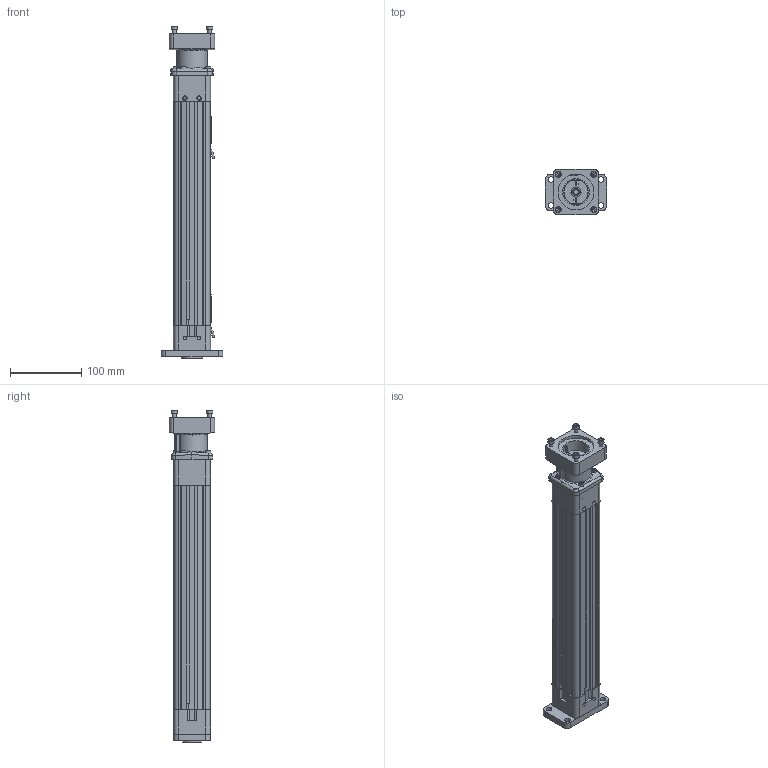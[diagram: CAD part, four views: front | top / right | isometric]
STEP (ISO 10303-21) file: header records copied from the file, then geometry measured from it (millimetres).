
FILE_DESCRIPTION (( 'STEP AP203' ), '1' );
FILE_NAME ('RS-475158-1.step', '2024-11-18T13:50:44', ( '' ), ( '' ), 'SwSTEP 2.0', 'SolidWorks 2024', '' );
FILE_SCHEMA (( 'CONFIG_CONTROL_DESIGN' ));
Length unit declared in the file: inch
Products named in the file (6): tempJoin1_11249085_RS-475158-1; 11249810_RS-475158-1; RS-475158-1; Base_RS-475158-1; tempJoin1_11249022_RS-475158-1; tempJoin2_45109053_RS-475158-1
Assembly tree (6 placements, depth 2):
  RS-475158-1
    11249810_RS-475158-1  x2
    tempJoin1_11249022_RS-475158-1
    tempJoin2_45109053_RS-475158-1
    tempJoin1_11249085_RS-475158-1
    Base_RS-475158-1
Bounding box: 85.6 x 63.17 x 464.47 mm (x, y, z)
Volume: 905544.5 mm3; surface area: 239372.6 mm2
Topology: 10 solids, 27 shells, 1238 faces, 3029 edges, 1982 vertices
Faces by surface type: plane 708, cylinder 290, bspline 156, cone 62, torus 22
Full cylindrical faces by diameter (mm): 1 x4, 1.981 x2, 2.25 x4, 2.5 x9, 2.921 x4, 3.3 x8, 3.797 x4, 3.969 x2, 3.988 x2, 4 x13, 4.201 x4, 4.572 x1, 4.623 x4, 4.826 x8, 5 x4, 5.001 x4, 5.105 x4, 6.35 x2, 7 x9, 7.874 x8, 7.937 x4, 7.973 x1, 8.5 x12, 9.652 x12, 9.906 x1, 9.921 x1, 10.008 x1, 21.844 x1, 29.769 x1, 29.997 x2
Entity records: 32925 total; most frequent: CARTESIAN_POINT 9245, DIRECTION 4597, ORIENTED_EDGE 4516, EDGE_CURVE 2258, AXIS2_PLACEMENT_3D 1628, VERTEX_POINT 1576, EDGE_LOOP 1400, VECTOR 1341
